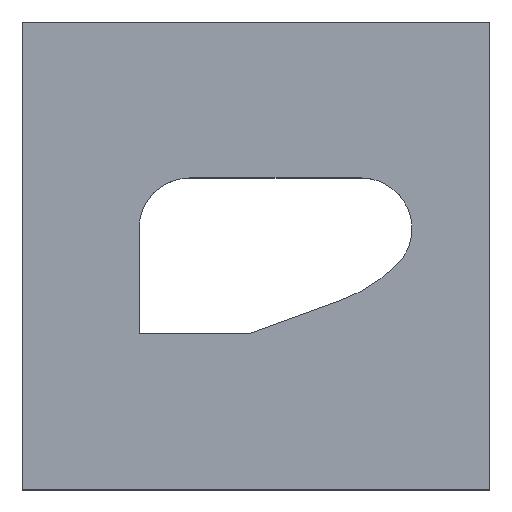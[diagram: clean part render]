
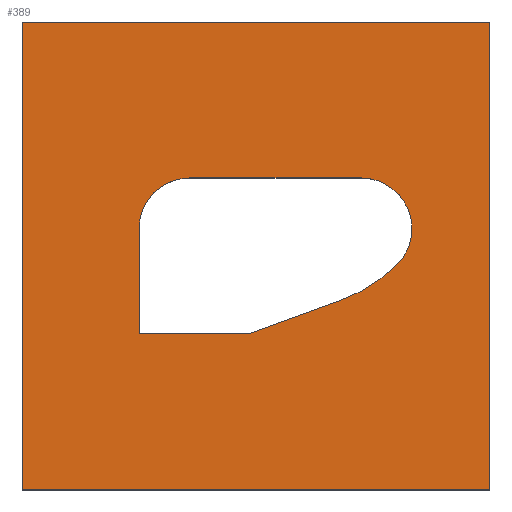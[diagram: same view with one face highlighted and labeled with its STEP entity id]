
A CAD part, top view. The second image highlights one B-rep face of the part: STEP entity #389.
In plain terms, the highlighted planar face has unit normal (0, 0, 1).
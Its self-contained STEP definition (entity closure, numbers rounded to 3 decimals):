
#102=CARTESIAN_POINT('POINT12',(27.305,-25.4,0.));
#103=VERTEX_POINT('VERTEX12',#102);
#111=CARTESIAN_POINT('POINT13',(55.245,-25.4,0.));
#112=VERTEX_POINT('VERTEX13',#111);
#119=CARTESIAN_POINT('POS15',(27.305,-25.4,0.));
#120=DIRECTION('DIR19',(1.,0.,0.));
#121=VECTOR('VEC11',#120,1.);
#122=LINE('STRAIGHT11',#119,#121);
#123=EDGE_CURVE('EDGE14',#103,#112,#122,.T.);
#133=CARTESIAN_POINT('POINT14',(19.05,-33.655,0.));
#134=VERTEX_POINT('VERTEX14',#133);
#143=CARTESIAN_POINT('POS18',(27.305,-33.655,0.));
#144=DIRECTION('DIR23',(0.,0.,1.));
#145=DIRECTION('DIR24',(0.,1.,0.));
#146=AXIS2_PLACEMENT_3D('AXIS6',#143,#144,#145);
#147=CIRCLE('ELLIPSE4',#146,8.255);
#148=EDGE_CURVE('EDGE16',#103,#134,#147,.T.);
#158=CARTESIAN_POINT('POINT15',(19.05,-50.8,0.));
#159=VERTEX_POINT('VERTEX15',#158);
#168=CARTESIAN_POINT('POS21',(19.05,-50.8,0.));
#169=DIRECTION('DIR28',(0.,1.,0.));
#170=VECTOR('VEC14',#169,1.);
#171=LINE('STRAIGHT14',#168,#170);
#172=EDGE_CURVE('EDGE18',#159,#134,#171,.T.);
#182=CARTESIAN_POINT('POINT16',(36.83,-50.8,0.));
#183=VERTEX_POINT('VERTEX16',#182);
#192=CARTESIAN_POINT('POS24',(36.83,-50.8,0.));
#193=DIRECTION('DIR32',(-1.,0.,0.));
#194=VECTOR('VEC16',#193,1.);
#195=LINE('STRAIGHT16',#192,#194);
#196=EDGE_CURVE('EDGE20',#183,#159,#195,.T.);
#206=CARTESIAN_POINT('POINT17',(51.891,
   -45.318,0.));
#207=VERTEX_POINT('VERTEX17',#206);
#216=CARTESIAN_POINT('POS27',(51.891,
   -45.318,0.));
#217=DIRECTION('DIR36',(-0.94,-0.342,
   0.));
#218=VECTOR('VEC18',#217,1.);
#219=LINE('STRAIGHT18',#216,#218);
#220=EDGE_CURVE('EDGE22',#207,#183,#219,.T.);
#230=CARTESIAN_POINT('POINT18',(61.043,
   -39.531,0.));
#231=VERTEX_POINT('VERTEX18',#230);
#240=CARTESIAN_POINT('POS30',(43.204,
   -21.45,0.));
#241=DIRECTION('DIR40',(0.,0.,1.));
#242=DIRECTION('DIR41',(0.342,-0.94,
   0.));
#243=AXIS2_PLACEMENT_3D('AXIS11',#240,#241,#242);
#244=CIRCLE('ELLIPSE5',#243,25.4);
#245=EDGE_CURVE('EDGE24',#207,#231,#244,.T.);
#258=CARTESIAN_POINT('POS32',(55.245,-33.655,0.));
#259=DIRECTION('DIR44',(0.,0.,1.));
#260=DIRECTION('DIR45',(0.702,-0.712,
   0.));
#261=AXIS2_PLACEMENT_3D('AXIS13',#258,#259,#260);
#262=CIRCLE('ELLIPSE6',#261,8.255);
#263=EDGE_CURVE('EDGE25',#231,#112,#262,.T.);
#273=CARTESIAN_POINT('POINT19',(0.,0.,0.));
#274=VERTEX_POINT('VERTEX19',#273);
#282=CARTESIAN_POINT('POINT20',(0.,-76.2,0.));
#283=VERTEX_POINT('VERTEX20',#282);
#290=CARTESIAN_POINT('POS36',(0.,0.,0.));
#291=DIRECTION('DIR50',(0.,-1.,0.));
#292=VECTOR('VEC22',#291,1.);
#293=LINE('STRAIGHT22',#290,#292);
#294=EDGE_CURVE('EDGE28',#274,#283,#293,.T.);
#304=CARTESIAN_POINT('POINT21',(76.2,0.,0.));
#305=VERTEX_POINT('VERTEX21',#304);
#314=CARTESIAN_POINT('POS39',(76.2,0.,0.));
#315=DIRECTION('DIR54',(-1.,0.,0.));
#316=VECTOR('VEC24',#315,1.);
#317=LINE('STRAIGHT24',#314,#316);
#318=EDGE_CURVE('EDGE30',#305,#274,#317,.T.);
#328=CARTESIAN_POINT('POINT22',(76.2,-76.2,0.));
#329=VERTEX_POINT('VERTEX22',#328);
#338=CARTESIAN_POINT('POS42',(76.2,-76.2,0.));
#339=DIRECTION('DIR58',(0.,1.,0.));
#340=VECTOR('VEC26',#339,1.);
#341=LINE('STRAIGHT26',#338,#340);
#342=EDGE_CURVE('EDGE32',#329,#305,#341,.T.);
#355=CARTESIAN_POINT('POS44',(0.,-76.2,0.));
#356=DIRECTION('DIR61',(1.,0.,0.));
#357=VECTOR('VEC27',#356,1.);
#358=LINE('STRAIGHT27',#355,#357);
#359=EDGE_CURVE('EDGE33',#283,#329,#358,.T.);
#369=ORIENTED_EDGE('COEDGE56',*,*,#359,.T.);
#370=ORIENTED_EDGE('COEDGE57',*,*,#342,.T.);
#371=ORIENTED_EDGE('COEDGE58',*,*,#318,.T.);
#372=ORIENTED_EDGE('COEDGE59',*,*,#294,.T.);
#373=EDGE_LOOP('NONE',(#369,#370,#371,#372));
#374=FACE_BOUND('LOOP1',#373,.T.);
#375=ORIENTED_EDGE('COEDGE60',*,*,#263,.F.);
#376=ORIENTED_EDGE('COEDGE61',*,*,#245,.F.);
#377=ORIENTED_EDGE('COEDGE62',*,*,#220,.T.);
#378=ORIENTED_EDGE('COEDGE63',*,*,#196,.T.);
#379=ORIENTED_EDGE('COEDGE64',*,*,#172,.T.);
#380=ORIENTED_EDGE('COEDGE65',*,*,#148,.F.);
#381=ORIENTED_EDGE('COEDGE66',*,*,#123,.T.);
#382=EDGE_LOOP('NONE',(#375,#376,#377,#378,#379,#380,#381));
#383=FACE_BOUND('LOOP1',#382,.T.);
#384=CARTESIAN_POINT('POS46',(0.,0.,0.));
#385=DIRECTION('DIR64',(0.,0.,1.));
#386=DIRECTION('DIR65',(1.,0.,0.));
#387=AXIS2_PLACEMENT_3D('AXIS19',#384,#385,#386);
#388=PLANE('PLANE10',#387);
#389=ADVANCED_FACE('FACE13',(#374,#383),#388,.T.);
